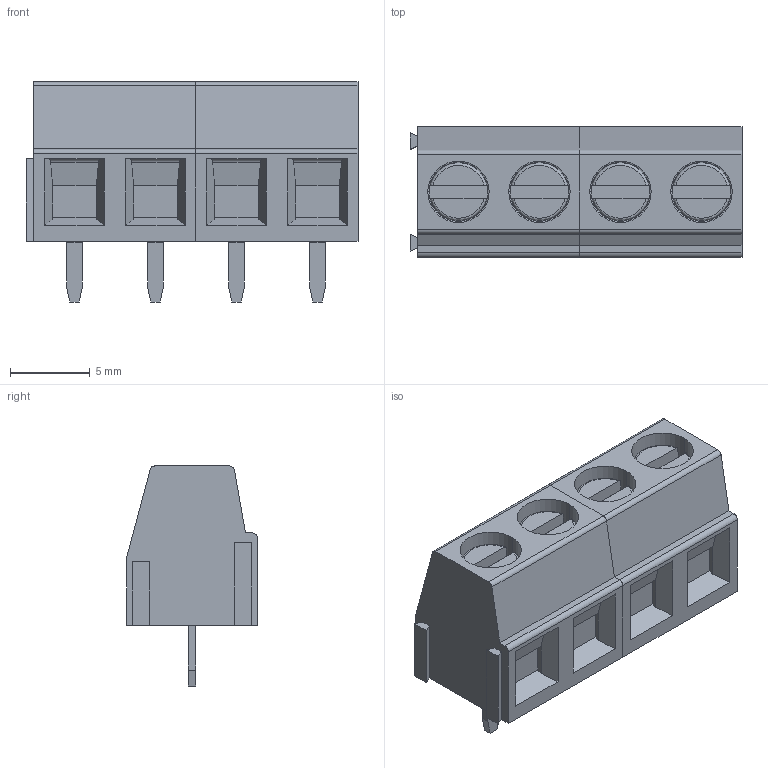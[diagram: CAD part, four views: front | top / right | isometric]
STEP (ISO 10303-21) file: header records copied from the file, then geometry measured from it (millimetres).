
FILE_DESCRIPTION(('FreeCAD Model'),'2;1');
FILE_NAME('Open CASCADE Shape Model','2024-11-07T14:30:42',(''),(''), 'Open CASCADE STEP processor 7.6','FreeCAD','Unknown');
FILE_SCHEMA(('AUTOMOTIVE_DESIGN { 1 0 10303 214 1 1 1 1 }'));
Length unit declared in the file: millimetre
Products named in the file (1): CUI_DEVICES_TB006-508-04BE
Bounding box: 20.82 x 8.2 x 13.8 mm (x, y, z)
Volume: 1379.2 mm3; surface area: 1174.6 mm2
Topology: 1 solids, 5 shells, 232 faces, 560 edges, 354 vertices
Faces by surface type: plane 158, bspline 32, cylinder 26, cone 16
Entity records: 10102 total; most frequent: CARTESIAN_POINT 3247, ORIENTED_EDGE 1120, DIRECTION 999, EDGE_CURVE 560, LINE 387, VECTOR 387, VERTEX_POINT 354, AXIS2_PLACEMENT_3D 306
